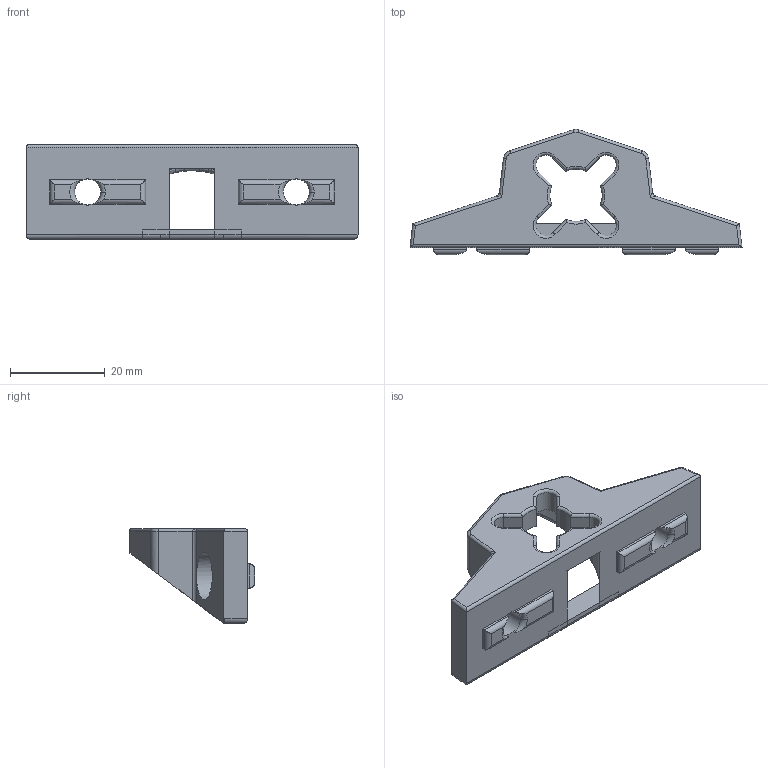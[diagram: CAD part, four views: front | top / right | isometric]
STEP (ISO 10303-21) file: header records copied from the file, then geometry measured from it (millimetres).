
FILE_DESCRIPTION(('FreeCAD Model'),'2;1');
FILE_NAME('Open CASCADE Shape Model','2022-03-06T00:49:54',('Author'),( ''),'Open CASCADE STEP processor 7.5','FreeCAD','Unknown');
FILE_SCHEMA(('AUTOMOTIVE_DESIGN { 1 0 10303 214 1 1 1 1 }'));
Length unit declared in the file: millimetre
Products named in the file (1): z-nut-2
Bounding box: 70 x 26.39 x 20 mm (x, y, z)
Volume: 10701.6 mm3; surface area: 5654.2 mm2
Topology: 1 solids, 1 shells, 142 faces, 352 edges, 205 vertices
Faces by surface type: cylinder 58, plane 50, bspline 17, torus 17
Full cylindrical faces by diameter (mm): 5.5 x2, 10 x2
Entity records: 13367 total; most frequent: CARTESIAN_POINT 6782, DIRECTION 1140, ORIENTED_EDGE 690, PCURVE 690, DEFINITIONAL_REPRESENTATION 690, LINE 660, VECTOR 660, EDGE_CURVE 345
